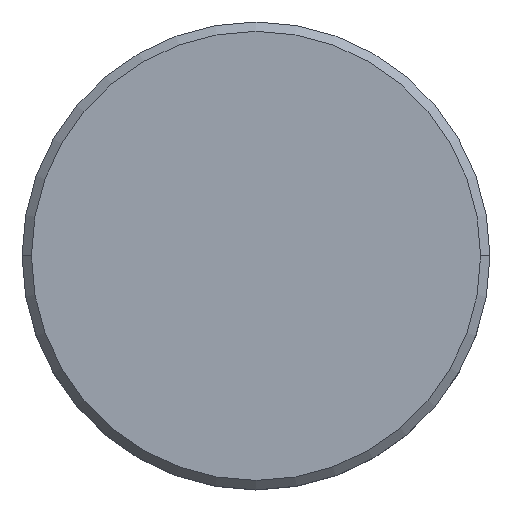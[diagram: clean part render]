
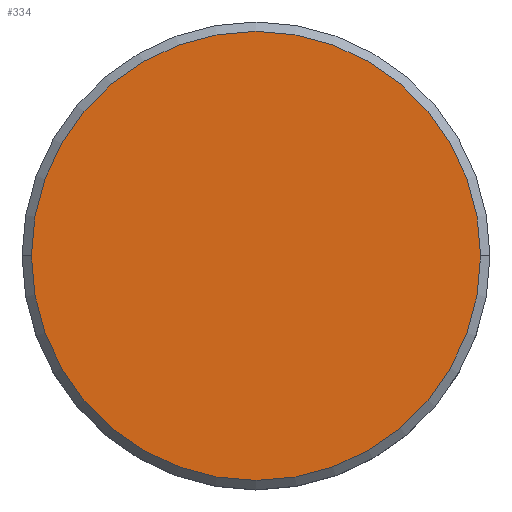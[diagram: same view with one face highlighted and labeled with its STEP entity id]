
A CAD part, top view. The second image highlights one B-rep face of the part: STEP entity #334.
In plain terms, the highlighted planar face has unit normal (0, 0, 1).
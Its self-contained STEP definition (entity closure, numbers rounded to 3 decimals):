
#132 = VERTEX_POINT ( 'NONE', #422 ) ;
#142 = DIRECTION ( 'NONE',  ( 0., 0., 1. ) ) ;
#180 = DIRECTION ( 'NONE',  ( 1., 0., 0. ) ) ;
#182 = CIRCLE ( 'NONE', #636, 12. ) ;
#321 = AXIS2_PLACEMENT_3D ( 'NONE', #639, #830, #180 ) ;
#325 = DIRECTION ( 'NONE',  ( 1., 0., 0. ) ) ;
#334 = ADVANCED_FACE ( 'NONE', ( #918 ), #835, .T. ) ;
#388 = DIRECTION ( 'NONE',  ( 0., 0., 1. ) ) ;
#422 = CARTESIAN_POINT ( 'NONE',  ( 12., 0., 0. ) ) ;
#538 = ORIENTED_EDGE ( 'NONE', *, *, #1151, .T. ) ;
#565 = VERTEX_POINT ( 'NONE', #625 ) ;
#593 = EDGE_LOOP ( 'NONE', ( #538, #641 ) ) ;
#625 = CARTESIAN_POINT ( 'NONE',  ( -12., 0., 0. ) ) ;
#636 = AXIS2_PLACEMENT_3D ( 'NONE', #796, #142, #325 ) ;
#639 = CARTESIAN_POINT ( 'NONE',  ( 0., 0., 0. ) ) ;
#641 = ORIENTED_EDGE ( 'NONE', *, *, #1077, .T. ) ;
#796 = CARTESIAN_POINT ( 'NONE',  ( 0., 0., 0. ) ) ;
#830 = DIRECTION ( 'NONE',  ( 0., 0., 1. ) ) ;
#835 = PLANE ( 'NONE',  #321 ) ;
#900 = CIRCLE ( 'NONE', #1084, 12. ) ;
#918 = FACE_OUTER_BOUND ( 'NONE', #593, .T. ) ;
#938 = DIRECTION ( 'NONE',  ( 1., 0., 0. ) ) ;
#1031 = CARTESIAN_POINT ( 'NONE',  ( 0., 0., 0. ) ) ;
#1077 = EDGE_CURVE ( 'NONE', #132, #565, #900, .T. ) ;
#1084 = AXIS2_PLACEMENT_3D ( 'NONE', #1031, #388, #938 ) ;
#1151 = EDGE_CURVE ( 'NONE', #565, #132, #182, .T. ) ;
